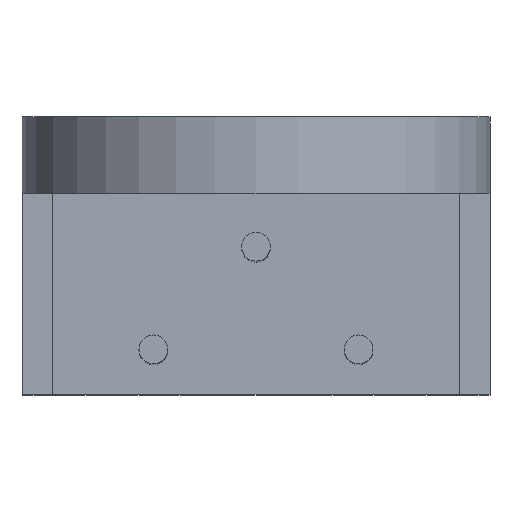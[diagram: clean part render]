
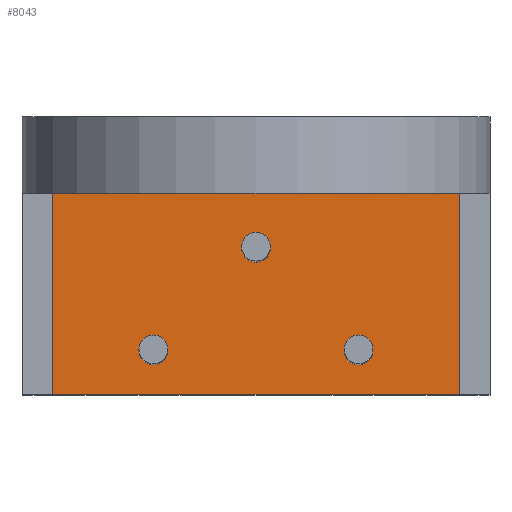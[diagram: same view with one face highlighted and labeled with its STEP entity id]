
A CAD part, top view. The second image highlights one B-rep face of the part: STEP entity #8043.
In plain terms, the highlighted planar face has unit normal (0, 0, 1).
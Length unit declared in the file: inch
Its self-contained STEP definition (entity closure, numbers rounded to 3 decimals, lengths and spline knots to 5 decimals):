
#1573=DIRECTION('',(-1.,0.,0.));
#1574=VECTOR('',#1573,0.396);
#1575=CARTESIAN_POINT('',(0.198,0.196,0.277));
#1576=LINE('',#1575,#1574);
#1648=DIRECTION('',(0.,-1.,0.));
#1649=VECTOR('',#1648,0.196);
#1650=CARTESIAN_POINT('',(-0.198,0.196,0.277));
#1651=LINE('',#1650,#1649);
#1652=DIRECTION('',(-1.,0.,0.));
#1653=VECTOR('',#1652,0.396);
#1654=CARTESIAN_POINT('',(0.198,0.,0.277));
#1655=LINE('',#1654,#1653);
#1656=DIRECTION('',(0.,-1.,0.));
#1657=VECTOR('',#1656,0.196);
#1658=CARTESIAN_POINT('',(0.198,0.196,0.277));
#1659=LINE('',#1658,#1657);
#1660=CARTESIAN_POINT('',(-0.1,0.043,0.277));
#1661=DIRECTION('',(0.,0.,1.));
#1662=DIRECTION('',(1.,0.,0.));
#1663=AXIS2_PLACEMENT_3D('',#1660,#1661,#1662);
#1665=CARTESIAN_POINT('',(-0.1,0.043,0.277));
#1666=DIRECTION('',(0.,0.,1.));
#1667=DIRECTION('',(-1.,0.,0.));
#1668=AXIS2_PLACEMENT_3D('',#1665,#1666,#1667);
#1670=CARTESIAN_POINT('',(0.,0.143,0.277));
#1671=DIRECTION('',(0.,0.,1.));
#1672=DIRECTION('',(1.,0.,0.));
#1673=AXIS2_PLACEMENT_3D('',#1670,#1671,#1672);
#1675=CARTESIAN_POINT('',(0.,0.143,0.277));
#1676=DIRECTION('',(0.,0.,1.));
#1677=DIRECTION('',(-1.,0.,0.));
#1678=AXIS2_PLACEMENT_3D('',#1675,#1676,#1677);
#1680=CARTESIAN_POINT('',(0.1,0.043,0.277));
#1681=DIRECTION('',(0.,0.,1.));
#1682=DIRECTION('',(1.,0.,0.));
#1683=AXIS2_PLACEMENT_3D('',#1680,#1681,#1682);
#1685=CARTESIAN_POINT('',(0.1,0.043,0.277));
#1686=DIRECTION('',(0.,0.,1.));
#1687=DIRECTION('',(-1.,0.,0.));
#1688=AXIS2_PLACEMENT_3D('',#1685,#1686,#1687);
#5946=CARTESIAN_POINT('',(0.198,0.196,0.277));
#5947=VERTEX_POINT('',#5946);
#5948=CARTESIAN_POINT('',(-0.198,0.196,0.277));
#5949=VERTEX_POINT('',#5948);
#5960=CARTESIAN_POINT('',(-0.198,0.,0.277));
#5961=VERTEX_POINT('',#5960);
#5962=CARTESIAN_POINT('',(0.198,0.,0.277));
#5963=VERTEX_POINT('',#5962);
#5980=CARTESIAN_POINT('',(-0.086,0.043,0.277));
#5981=CARTESIAN_POINT('',(-0.114,0.043,0.277));
#5982=VERTEX_POINT('',#5980);
#5983=VERTEX_POINT('',#5981);
#5984=CARTESIAN_POINT('',(0.014,0.143,0.277));
#5985=CARTESIAN_POINT('',(-0.014,0.143,0.277));
#5986=VERTEX_POINT('',#5984);
#5987=VERTEX_POINT('',#5985);
#5988=CARTESIAN_POINT('',(0.114,0.043,0.277));
#5989=CARTESIAN_POINT('',(0.086,0.043,0.277));
#5990=VERTEX_POINT('',#5988);
#5991=VERTEX_POINT('',#5989);
#8013=CARTESIAN_POINT('',(-0.198,0.,0.277));
#8014=DIRECTION('',(0.,0.,1.));
#8015=DIRECTION('',(1.,0.,0.));
#8016=AXIS2_PLACEMENT_3D('',#8013,#8014,#8015);
#8017=PLANE('',#8016);
#8018=ORIENTED_EDGE('',*,*,#7944,.T.);
#8019=ORIENTED_EDGE('',*,*,#8008,.F.);
#8020=ORIENTED_EDGE('',*,*,#7896,.F.);
#8022=ORIENTED_EDGE('',*,*,#8021,.T.);
#8023=EDGE_LOOP('',(#8018,#8019,#8020,#8022));
#8024=FACE_OUTER_BOUND('',#8023,.F.);
#8026=ORIENTED_EDGE('',*,*,#8025,.T.);
#8028=ORIENTED_EDGE('',*,*,#8027,.T.);
#8029=EDGE_LOOP('',(#8026,#8028));
#8030=FACE_BOUND('',#8029,.F.);
#8032=ORIENTED_EDGE('',*,*,#8031,.T.);
#8034=ORIENTED_EDGE('',*,*,#8033,.T.);
#8035=EDGE_LOOP('',(#8032,#8034));
#8036=FACE_BOUND('',#8035,.F.);
#8038=ORIENTED_EDGE('',*,*,#8037,.T.);
#8040=ORIENTED_EDGE('',*,*,#8039,.T.);
#8041=EDGE_LOOP('',(#8038,#8040));
#8042=FACE_BOUND('',#8041,.F.);
#8043=ADVANCED_FACE('',(#8024,#8030,#8036,#8042),#8017,.T.);
#1664=CIRCLE('',#1663,0.014);
#1669=CIRCLE('',#1668,0.014);
#1674=CIRCLE('',#1673,0.014);
#1679=CIRCLE('',#1678,0.014);
#1684=CIRCLE('',#1683,0.014);
#1689=CIRCLE('',#1688,0.014);
#7896=EDGE_CURVE('',#5947,#5949,#1576,.T.);
#7944=EDGE_CURVE('',#5963,#5961,#1655,.T.);
#8008=EDGE_CURVE('',#5949,#5961,#1651,.T.);
#8021=EDGE_CURVE('',#5947,#5963,#1659,.T.);
#8025=EDGE_CURVE('',#5982,#5983,#1664,.T.);
#8027=EDGE_CURVE('',#5983,#5982,#1669,.T.);
#8031=EDGE_CURVE('',#5986,#5987,#1674,.T.);
#8033=EDGE_CURVE('',#5987,#5986,#1679,.T.);
#8037=EDGE_CURVE('',#5990,#5991,#1684,.T.);
#8039=EDGE_CURVE('',#5991,#5990,#1689,.T.);
